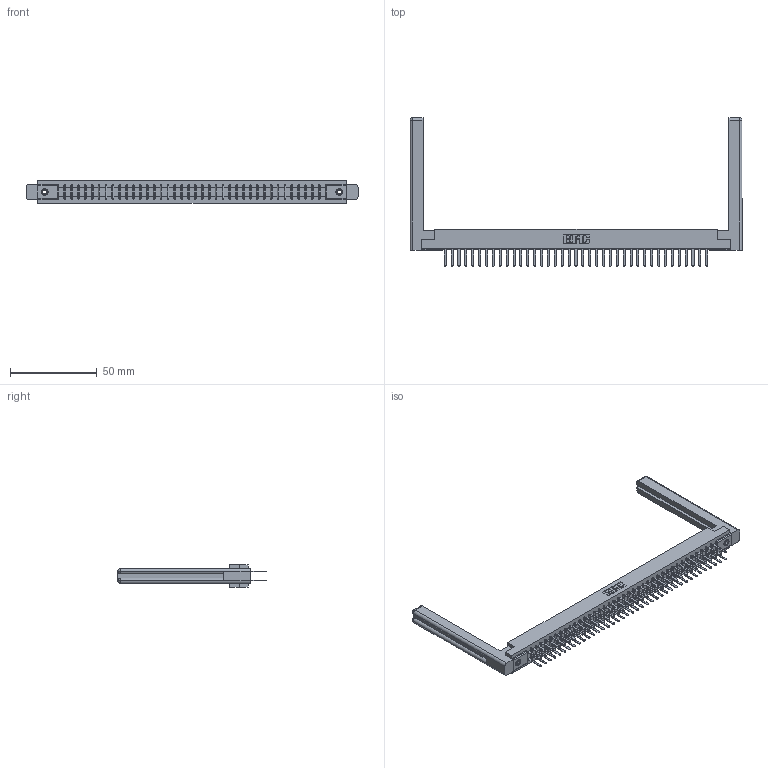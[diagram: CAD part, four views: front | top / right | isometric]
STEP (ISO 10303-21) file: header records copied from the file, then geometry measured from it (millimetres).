
FILE_DESCRIPTION (( 'STEP AP203' ), '1' );
FILE_NAME ('307-078-422-258.STEP', '2020-10-01T06:35:27', ( '' ), ( '' ), 'SwSTEP 2.0', 'SolidWorks 2020', '' );
FILE_SCHEMA (( 'CONFIG_CONTROL_DESIGN' ));
Length unit declared in the file: inch
Products named in the file (5): 307 Part_.156 Dia Mounting Holes; 307-290-001_522; 307-220-058; 307-078-422-258; 345-250-001_345-250-001-102
Assembly tree (83 placements, depth 2):
  307-078-422-258
    307 Part_.156 Dia Mounting Holes
    307-290-001_522  x78
    307-220-058  x2
    345-250-001_345-250-001-102  x2
Bounding box: 191.16 x 85.42 x 12.7 mm (x, y, z)
Volume: 27603.8 mm3; surface area: 30735.2 mm2
Topology: 83 solids, 83 shells, 3888 faces, 10817 edges, 6986 vertices
Faces by surface type: plane 2572, cylinder 1212, sphere 80, torus 12, cone 12
Entity records: 37653 total; most frequent: CARTESIAN_POINT 6178, ORIENTED_EDGE 6064, DIRECTION 6010, EDGE_CURVE 3032, VECTOR 2322, LINE 2322, VERTEX_POINT 1958, AXIS2_PLACEMENT_3D 1844
